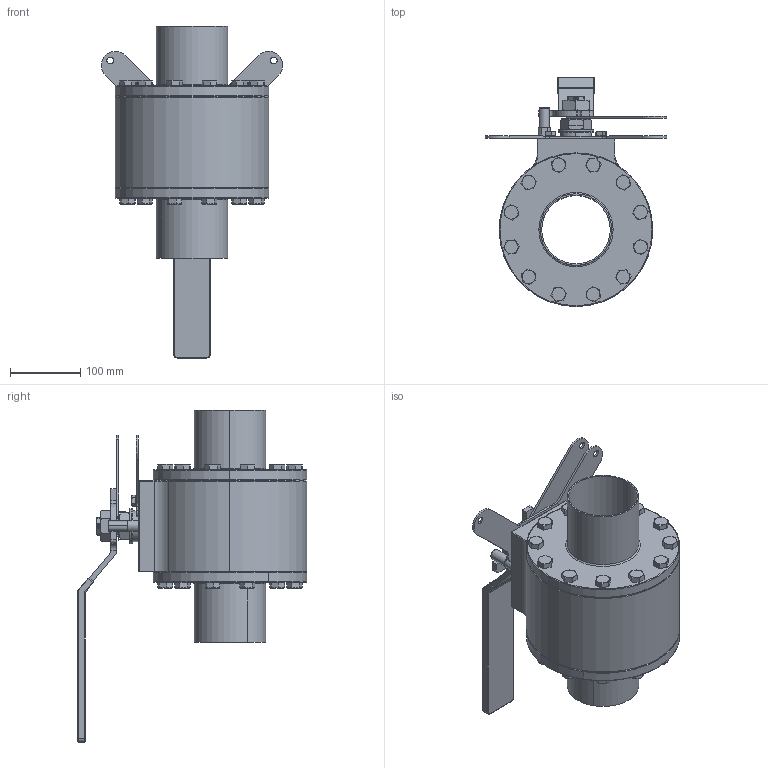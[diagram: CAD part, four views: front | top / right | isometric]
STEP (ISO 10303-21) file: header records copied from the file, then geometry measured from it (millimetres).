
FILE_DESCRIPTION (( 'STEP AP214' ), '1' );
FILE_NAME ('HP-DA-0400.STEP', '2018-12-07T19:27:19', ( '' ), ( '' ), 'SwSTEP 2.0', 'SolidWorks 2018', '' );
FILE_SCHEMA (( 'AUTOMOTIVE_DESIGN' ));
Length unit declared in the file: inch
Products named in the file (1): HP-DA-0400
Bounding box: 257.84 x 325.5 x 471.5 mm (x, y, z)
Surface area: 475567.1 mm2 (no closed solid volume)
Topology: 0 solids, 42 shells, 595 faces, 2491 edges, 1918 vertices
Faces by surface type: plane 268, cone 209, cylinder 90, bspline 15, torus 13
Entity records: 58975 total; most frequent: CARTESIAN_POINT 33094, ORIENTED_EDGE 3639, DIRECTION 3180, EDGE_CURVE 2491, VERTEX_POINT 1918, AXIS2_PLACEMENT_3D 1166, LINE 848, VECTOR 848
